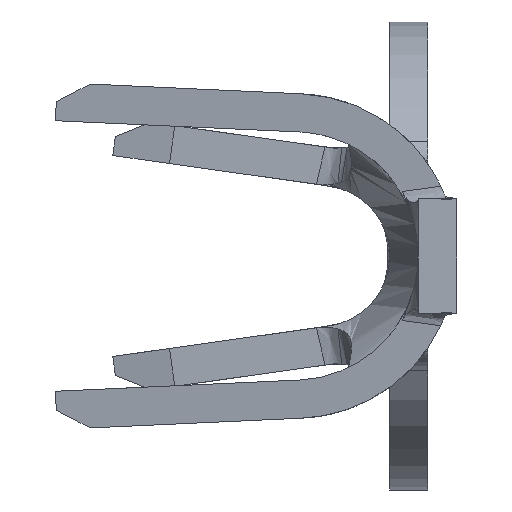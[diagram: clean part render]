
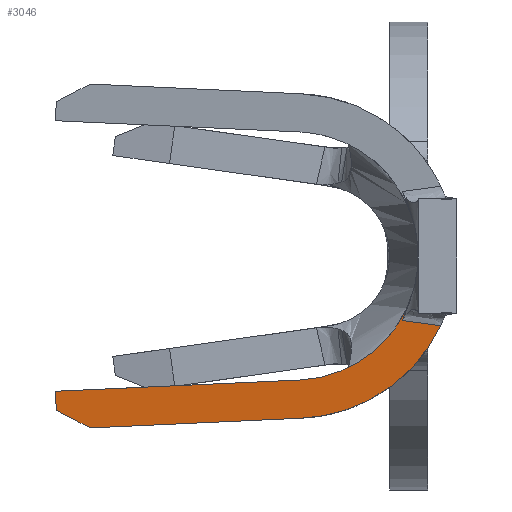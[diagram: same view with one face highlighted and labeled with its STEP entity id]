
A CAD part, left-side view. The second image highlights one B-rep face of the part: STEP entity #3046.
In plain terms, the highlighted planar face has unit normal (-0.99, 0.139, 0).
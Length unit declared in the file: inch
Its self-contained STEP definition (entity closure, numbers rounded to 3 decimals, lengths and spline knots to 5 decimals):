
#130 =( BOUNDED_CURVE ( )  B_SPLINE_CURVE ( 3, ( #2431, #2325, #2634, #1847 ),
 .UNSPECIFIED., .F., .F. ) 
 B_SPLINE_CURVE_WITH_KNOTS ( ( 4, 4 ),
 ( 3.58516, 4.66644 ),
 .UNSPECIFIED. ) 
 CURVE ( )  GEOMETRIC_REPRESENTATION_ITEM ( )  RATIONAL_B_SPLINE_CURVE ( ( 1., 0.905, 0.905, 1. ) ) 
 REPRESENTATION_ITEM ( '' )  );
#144 = AXIS2_PLACEMENT_3D ( 'NONE', #2858, #2851, #2842 ) ;
#315 = VECTOR ( 'NONE', #2854, 39.37008 ) ;
#400 = ORIENTED_EDGE ( 'NONE', *, *, #3367, .T. ) ;
#481 = ORIENTED_EDGE ( 'NONE', *, *, #4590, .F. ) ;
#533 = CARTESIAN_POINT ( 'NONE',  ( -0.3467, 0.06543, -0.06486 ) ) ;
#634 = CARTESIAN_POINT ( 'NONE',  ( -0.35456, 0.00948, -0.02371 ) ) ;
#680 = B_SPLINE_CURVE_WITH_KNOTS ( 'NONE', 3,
 ( #2122, #2151, #1921, #1872, #1859, #1818, #1764, #1656, #1643, #1502, #1493, #1462, #1428, #1355, #1299, #1270 ),
 .UNSPECIFIED., .F., .F.,
 ( 4, 3, 3, 3, 3, 4 ),
 ( 0., 0.00015, 0.00024, 0.00037, 0.0005, 0.00052 ),
 .UNSPECIFIED. ) ;
#799 = CARTESIAN_POINT ( 'NONE',  ( -0.35456, 0.00948, -0.02371 ) ) ;
#1030 = CARTESIAN_POINT ( 'NONE',  ( -0.32855, 0.19454, -0.08081 ) ) ;
#1032 = LINE ( 'NONE', #2427, #4072 ) ;
#1036 = VERTEX_POINT ( 'NONE', #2955 ) ;
#1052 = FACE_OUTER_BOUND ( 'NONE', #4468, .T. ) ;
#1065 = EDGE_CURVE ( 'NONE', #1517, #1660, #130, .T. ) ;
#1096 = EDGE_CURVE ( 'NONE', #1660, #1036, #3944, .T. ) ;
#1122 = CARTESIAN_POINT ( 'NONE',  ( -0.35456, 0.00948, -0.02371 ) ) ;
#1124 = CARTESIAN_POINT ( 'NONE',  ( -0.35438, 0.01079, -0.02707 ) ) ;
#1135 = CARTESIAN_POINT ( 'NONE',  ( -0.35419, 0.01211, -0.03042 ) ) ;
#1172 = CARTESIAN_POINT ( 'NONE',  ( -0.35401, 0.01342, -0.03378 ) ) ;
#1180 = VECTOR ( 'NONE', #1237, 39.37008 ) ;
#1237 = DIRECTION ( 'NONE',  ( 0.139, 0.989, -0.045 ) ) ;
#1270 = CARTESIAN_POINT ( 'NONE',  ( -0.35401, 0.01342, -0.03378 ) ) ;
#1299 = CARTESIAN_POINT ( 'NONE',  ( -0.35405, 0.01308, -0.03384 ) ) ;
#1351 = EDGE_CURVE ( 'NONE', #1036, #2605, #3056, .T. ) ;
#1355 = CARTESIAN_POINT ( 'NONE',  ( -0.3541, 0.01274, -0.03389 ) ) ;
#1374 = EDGE_CURVE ( 'NONE', #1517, #4259, #680, .T. ) ;
#1428 = CARTESIAN_POINT ( 'NONE',  ( -0.35415, 0.0124, -0.03394 ) ) ;
#1457 = CARTESIAN_POINT ( 'NONE',  ( -0.34682, 0.06453, -0.08484 ) ) ;
#1462 = CARTESIAN_POINT ( 'NONE',  ( -0.35438, 0.01078, -0.03419 ) ) ;
#1493 = CARTESIAN_POINT ( 'NONE',  ( -0.3546, 0.00916, -0.03442 ) ) ;
#1502 = CARTESIAN_POINT ( 'NONE',  ( -0.35483, 0.00754, -0.03465 ) ) ;
#1517 = VERTEX_POINT ( 'NONE', #2829 ) ;
#1643 = CARTESIAN_POINT ( 'NONE',  ( -0.35506, 0.00593, -0.03487 ) ) ;
#1656 = CARTESIAN_POINT ( 'NONE',  ( -0.35529, 0.00431, -0.03509 ) ) ;
#1660 = VERTEX_POINT ( 'NONE', #3501 ) ;
#1764 = CARTESIAN_POINT ( 'NONE',  ( -0.35551, 0.00269, -0.0353 ) ) ;
#1818 = CARTESIAN_POINT ( 'NONE',  ( -0.35568, 0.00149, -0.03545 ) ) ;
#1847 = CARTESIAN_POINT ( 'NONE',  ( -0.3466, 0.0661, -0.08491 ) ) ;
#1859 = CARTESIAN_POINT ( 'NONE',  ( -0.35585, 0.0003, -0.0356 ) ) ;
#1872 = CARTESIAN_POINT ( 'NONE',  ( -0.35602, -0.00089, -0.03575 ) ) ;
#1904 = CARTESIAN_POINT ( 'NONE',  ( -0.32849, 0.195, -0.07082 ) ) ;
#1921 = CARTESIAN_POINT ( 'NONE',  ( -0.35629, -0.00285, -0.03599 ) ) ;
#2088 = CARTESIAN_POINT ( 'NONE',  ( -0.34647, 0.06701, -0.06493 ) ) ;
#2094 = DIRECTION ( 'NONE',  ( 0.006, 0.046, 0.999 ) ) ;
#2122 = CARTESIAN_POINT ( 'NONE',  ( -0.35684, -0.00677, -0.03648 ) ) ;
#2151 = CARTESIAN_POINT ( 'NONE',  ( -0.35657, -0.00481, -0.03623 ) ) ;
#2191 = CARTESIAN_POINT ( 'NONE',  ( -0.35401, 0.01342, -0.03378 ) ) ;
#2255 = ORIENTED_EDGE ( 'NONE', *, *, #4466, .F. ) ;
#2325 = CARTESIAN_POINT ( 'NONE',  ( -0.3549, 0.00706, -0.06559 ) ) ;
#2427 = CARTESIAN_POINT ( 'NONE',  ( -0.32849, 0.19499, -0.07101 ) ) ;
#2431 = CARTESIAN_POINT ( 'NONE',  ( -0.35684, -0.00677, -0.03648 ) ) ;
#2578 = ORIENTED_EDGE ( 'NONE', *, *, #1351, .F. ) ;
#2605 = VERTEX_POINT ( 'NONE', #1030 ) ;
#2634 = CARTESIAN_POINT ( 'NONE',  ( -0.35113, 0.0339, -0.08343 ) ) ;
#2749 = CARTESIAN_POINT ( 'NONE',  ( -0.35321, 0.01912, -0.04832 ) ) ;
#2824 = ORIENTED_EDGE ( 'NONE', *, *, #1065, .F. ) ;
#2829 = CARTESIAN_POINT ( 'NONE',  ( -0.35684, -0.00677, -0.03648 ) ) ;
#2842 = DIRECTION ( 'NONE',  ( 0.139, 0.99, 0. ) ) ;
#2851 = DIRECTION ( 'NONE',  ( 0.99, -0.139, 0. ) ) ;
#2854 = DIRECTION ( 'NONE',  ( 0.124, 0.881, 0.456 ) ) ;
#2858 = CARTESIAN_POINT ( 'NONE',  ( -0.32849, 0.195, -0.09 ) ) ;
#2916 = PLANE ( 'NONE',  #144 ) ;
#2955 = CARTESIAN_POINT ( 'NONE',  ( -0.33105, 0.17678, -0.09 ) ) ;
#2979 = ORIENTED_EDGE ( 'NONE', *, *, #1374, .T. ) ;
#2995 = CARTESIAN_POINT ( 'NONE',  ( -0.329, 0.19133, -0.08247 ) ) ;
#3046 = ADVANCED_FACE ( 'NONE', ( #1052 ), #2916, .F. ) ;
#3056 = LINE ( 'NONE', #2995, #315 ) ;
#3209 = B_SPLINE_CURVE_WITH_KNOTS ( 'NONE', 3,
 ( #1172, #1135, #1124, #1122 ),
 .UNSPECIFIED., .F., .F.,
 ( 4, 4 ),
 ( 0., 0.00028 ),
 .UNSPECIFIED. ) ;
#3313 = VERTEX_POINT ( 'NONE', #1904 ) ;
#3351 = ORIENTED_EDGE ( 'NONE', *, *, #3606, .F. ) ;
#3367 = EDGE_CURVE ( 'NONE', #4259, #3408, #3209, .T. ) ;
#3408 = VERTEX_POINT ( 'NONE', #799 ) ;
#3501 = CARTESIAN_POINT ( 'NONE',  ( -0.3466, 0.0661, -0.08491 ) ) ;
#3606 = EDGE_CURVE ( 'NONE', #4575, #3408, #4511, .T. ) ;
#3686 = VECTOR ( 'NONE', #4054, 39.37008 ) ;
#3690 = ORIENTED_EDGE ( 'NONE', *, *, #1096, .F. ) ;
#3907 = LINE ( 'NONE', #533, #3686 ) ;
#3944 = LINE ( 'NONE', #1457, #1180 ) ;
#4054 = DIRECTION ( 'NONE',  ( -0.139, -0.989, 0.045 ) ) ;
#4072 = VECTOR ( 'NONE', #2094, 39.37008 ) ;
#4138 = CARTESIAN_POINT ( 'NONE',  ( -0.34647, 0.06701, -0.06493 ) ) ;
#4150 = CARTESIAN_POINT ( 'NONE',  ( -0.35018, 0.04061, -0.06372 ) ) ;
#4259 = VERTEX_POINT ( 'NONE', #2191 ) ;
#4466 = EDGE_CURVE ( 'NONE', #3313, #4575, #3907, .T. ) ;
#4468 = EDGE_LOOP ( 'NONE', ( #2824, #2979, #400, #3351, #2255, #481, #2578, #3690 ) ) ;
#4511 =( BOUNDED_CURVE ( )  B_SPLINE_CURVE ( 3, ( #2088, #4150, #2749, #634 ),
 .UNSPECIFIED., .F., .F. ) 
 B_SPLINE_CURVE_WITH_KNOTS ( ( 4, 4 ),
 ( 1.61675, 2.76828 ),
 .UNSPECIFIED. ) 
 CURVE ( )  GEOMETRIC_REPRESENTATION_ITEM ( )  RATIONAL_B_SPLINE_CURVE ( ( 1., 0.893, 0.893, 1. ) ) 
 REPRESENTATION_ITEM ( '' )  );
#4575 = VERTEX_POINT ( 'NONE', #4138 ) ;
#4590 = EDGE_CURVE ( 'NONE', #2605, #3313, #1032, .T. ) ;
